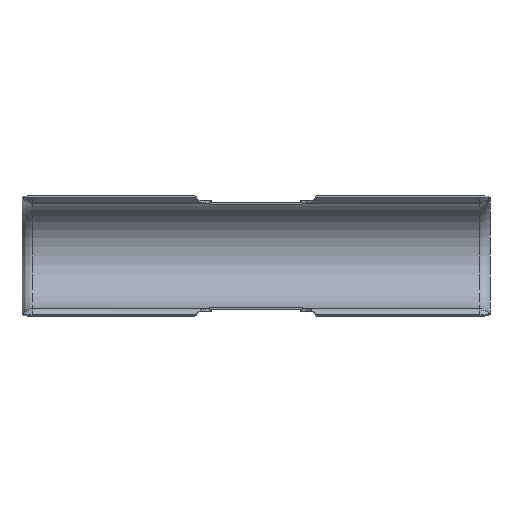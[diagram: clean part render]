
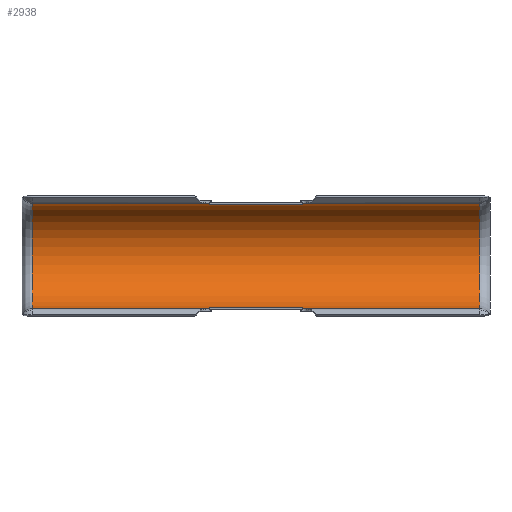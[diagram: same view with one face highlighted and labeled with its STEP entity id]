
A CAD part, front view. The second image highlights one B-rep face of the part: STEP entity #2938.
In plain terms, the highlighted cylindrical face has radius 22.5 mm (diameter 45 mm), a partial arc.
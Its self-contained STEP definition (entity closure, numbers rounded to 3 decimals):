
#7 = CARTESIAN_POINT ( 'NONE',  ( 100.415, 9.5, -22.5 ) ) ;
#9 = DIRECTION ( 'NONE',  ( -1., 0., 0. ) ) ;
#13 = VERTEX_POINT ( 'NONE', #954 ) ;
#22 = VERTEX_POINT ( 'NONE', #966 ) ;
#50 = ORIENTED_EDGE ( 'NONE', *, *, #1782, .F. ) ;
#77 = CARTESIAN_POINT ( 'NONE',  ( 100.415, 9.5, -22.5 ) ) ;
#105 = CARTESIAN_POINT ( 'NONE',  ( 100.415, 9.5, 22.5 ) ) ;
#116 = VERTEX_POINT ( 'NONE', #1582 ) ;
#132 = DIRECTION ( 'NONE',  ( -1., 0., 0. ) ) ;
#180 = VERTEX_POINT ( 'NONE', #1849 ) ;
#201 = VECTOR ( 'NONE', #1812, 1000. ) ;
#211 = DIRECTION ( 'NONE',  ( 0., 0., -1. ) ) ;
#226 = AXIS2_PLACEMENT_3D ( 'NONE', #1647, #1641, #1639 ) ;
#253 = DIRECTION ( 'NONE',  ( 1., 0., 0. ) ) ;
#256 = CARTESIAN_POINT ( 'NONE',  ( -20., 14.217, -22. ) ) ;
#274 = ORIENTED_EDGE ( 'NONE', *, *, #2306, .F. ) ;
#332 = CARTESIAN_POINT ( 'NONE',  ( 100.415, 9.5, 0. ) ) ;
#347 = CARTESIAN_POINT ( 'NONE',  ( -20., 9.5, 22.5 ) ) ;
#350 = DIRECTION ( 'NONE',  ( 1., 0., 0. ) ) ;
#355 = CARTESIAN_POINT ( 'NONE',  ( 100.415, 14.217, -22. ) ) ;
#382 = EDGE_LOOP ( 'NONE', ( #2349, #2340, #274, #2713, #2627, #1202, #3378, #2704, #3365, #2025, #2788, #50 ) ) ;
#387 = DIRECTION ( 'NONE',  ( 0., 0., 1. ) ) ;
#393 = DIRECTION ( 'NONE',  ( -1., 0., 0. ) ) ;
#397 = CARTESIAN_POINT ( 'NONE',  ( -20., 9.5, 0. ) ) ;
#595 = CARTESIAN_POINT ( 'NONE',  ( -20., 9.5, -22.5 ) ) ;
#651 = DIRECTION ( 'NONE',  ( 0., 0., 1. ) ) ;
#656 = DIRECTION ( 'NONE',  ( -1., 0., 0. ) ) ;
#661 = CARTESIAN_POINT ( 'NONE',  ( 20., 9.5, 0. ) ) ;
#687 = CARTESIAN_POINT ( 'NONE',  ( 100.415, 9.5, 22.5 ) ) ;
#694 = VERTEX_POINT ( 'NONE', #3474 ) ;
#714 = AXIS2_PLACEMENT_3D ( 'NONE', #2346, #253, #1077 ) ;
#716 = CYLINDRICAL_SURFACE ( 'NONE', #983, 22.5 ) ;
#782 = DIRECTION ( 'NONE',  ( 1., 0., 0. ) ) ;
#797 = CARTESIAN_POINT ( 'NONE',  ( 20., 9.5, 0. ) ) ;
#937 = LINE ( 'NONE', #999, #2549 ) ;
#954 = CARTESIAN_POINT ( 'NONE',  ( 20., 14.217, 22. ) ) ;
#957 = CARTESIAN_POINT ( 'NONE',  ( 95.415, 9.5, 22.5 ) ) ;
#966 = CARTESIAN_POINT ( 'NONE',  ( 95.415, 9.5, -22.5 ) ) ;
#983 = AXIS2_PLACEMENT_3D ( 'NONE', #332, #9, #2595 ) ;
#999 = CARTESIAN_POINT ( 'NONE',  ( 100.415, 14.217, 22. ) ) ;
#1000 = DIRECTION ( 'NONE',  ( 1., 0., 0. ) ) ;
#1005 = DIRECTION ( 'NONE',  ( -1., 0., 0. ) ) ;
#1077 = DIRECTION ( 'NONE',  ( 0., 0., -1. ) ) ;
#1097 = VERTEX_POINT ( 'NONE', #2508 ) ;
#1202 = ORIENTED_EDGE ( 'NONE', *, *, #2117, .T. ) ;
#1241 = DIRECTION ( 'NONE',  ( -1., 0., 0. ) ) ;
#1282 = VERTEX_POINT ( 'NONE', #2153 ) ;
#1346 = LINE ( 'NONE', #687, #1977 ) ;
#1363 = VERTEX_POINT ( 'NONE', #1901 ) ;
#1479 = VECTOR ( 'NONE', #132, 1000. ) ;
#1506 = EDGE_CURVE ( 'NONE', #694, #3443, #2829, .T. ) ;
#1572 = VECTOR ( 'NONE', #350, 1000. ) ;
#1582 = CARTESIAN_POINT ( 'NONE',  ( 20., 14.217, -22. ) ) ;
#1639 = DIRECTION ( 'NONE',  ( 0., 0., -1. ) ) ;
#1641 = DIRECTION ( 'NONE',  ( 1., 0., 0. ) ) ;
#1647 = CARTESIAN_POINT ( 'NONE',  ( -20., 9.5, 0. ) ) ;
#1671 = VERTEX_POINT ( 'NONE', #957 ) ;
#1782 = EDGE_CURVE ( 'NONE', #694, #13, #937, .T. ) ;
#1812 = DIRECTION ( 'NONE',  ( -1., 0., 0. ) ) ;
#1813 = CIRCLE ( 'NONE', #1994, 22.5 ) ;
#1849 = CARTESIAN_POINT ( 'NONE',  ( -95.415, 9.5, -22.5 ) ) ;
#1901 = CARTESIAN_POINT ( 'NONE',  ( 20., 9.5, 22.5 ) ) ;
#1929 = EDGE_CURVE ( 'NONE', #116, #1097, #2053, .T. ) ;
#1968 = VECTOR ( 'NONE', #1241, 1000. ) ;
#1977 = VECTOR ( 'NONE', #1005, 1000. ) ;
#1994 = AXIS2_PLACEMENT_3D ( 'NONE', #2071, #2103, #2078 ) ;
#1997 = LINE ( 'NONE', #77, #201 ) ;
#1998 = VERTEX_POINT ( 'NONE', #595 ) ;
#2025 = ORIENTED_EDGE ( 'NONE', *, *, #3559, .T. ) ;
#2053 = CIRCLE ( 'NONE', #3220, 22.5 ) ;
#2064 = EDGE_CURVE ( 'NONE', #3448, #1998, #2907, .T. ) ;
#2071 = CARTESIAN_POINT ( 'NONE',  ( 95.415, 9.5, 0. ) ) ;
#2078 = DIRECTION ( 'NONE',  ( 0., 0., 1. ) ) ;
#2103 = DIRECTION ( 'NONE',  ( -1., 0., 0. ) ) ;
#2117 = EDGE_CURVE ( 'NONE', #3448, #116, #2290, .T. ) ;
#2153 = CARTESIAN_POINT ( 'NONE',  ( -95.415, 9.5, 22.5 ) ) ;
#2166 = LINE ( 'NONE', #105, #1968 ) ;
#2226 = LINE ( 'NONE', #7, #1479 ) ;
#2290 = LINE ( 'NONE', #355, #1572 ) ;
#2306 = EDGE_CURVE ( 'NONE', #180, #1282, #2722, .T. ) ;
#2340 = ORIENTED_EDGE ( 'NONE', *, *, #3011, .T. ) ;
#2346 = CARTESIAN_POINT ( 'NONE',  ( -95.415, 9.5, 0. ) ) ;
#2349 = ORIENTED_EDGE ( 'NONE', *, *, #1506, .T. ) ;
#2402 = AXIS2_PLACEMENT_3D ( 'NONE', #797, #782, #211 ) ;
#2407 = EDGE_CURVE ( 'NONE', #13, #1363, #2417, .T. ) ;
#2417 = CIRCLE ( 'NONE', #2402, 22.5 ) ;
#2508 = CARTESIAN_POINT ( 'NONE',  ( 20., 9.5, -22.5 ) ) ;
#2549 = VECTOR ( 'NONE', #1000, 1000. ) ;
#2595 = DIRECTION ( 'NONE',  ( 0., 0., 1. ) ) ;
#2627 = ORIENTED_EDGE ( 'NONE', *, *, #2064, .F. ) ;
#2684 = EDGE_CURVE ( 'NONE', #1671, #22, #1813, .T. ) ;
#2704 = ORIENTED_EDGE ( 'NONE', *, *, #3342, .F. ) ;
#2713 = ORIENTED_EDGE ( 'NONE', *, *, #3471, .F. ) ;
#2722 = CIRCLE ( 'NONE', #714, 22.5 ) ;
#2788 = ORIENTED_EDGE ( 'NONE', *, *, #2407, .F. ) ;
#2829 = CIRCLE ( 'NONE', #226, 22.5 ) ;
#2907 = CIRCLE ( 'NONE', #3031, 22.5 ) ;
#2938 = ADVANCED_FACE ( 'NONE', ( #3686 ), #716, .F. ) ;
#3011 = EDGE_CURVE ( 'NONE', #3443, #1282, #1346, .T. ) ;
#3031 = AXIS2_PLACEMENT_3D ( 'NONE', #397, #393, #387 ) ;
#3220 = AXIS2_PLACEMENT_3D ( 'NONE', #661, #656, #651 ) ;
#3342 = EDGE_CURVE ( 'NONE', #22, #1097, #1997, .T. ) ;
#3365 = ORIENTED_EDGE ( 'NONE', *, *, #2684, .F. ) ;
#3378 = ORIENTED_EDGE ( 'NONE', *, *, #1929, .T. ) ;
#3443 = VERTEX_POINT ( 'NONE', #347 ) ;
#3448 = VERTEX_POINT ( 'NONE', #256 ) ;
#3471 = EDGE_CURVE ( 'NONE', #1998, #180, #2226, .T. ) ;
#3474 = CARTESIAN_POINT ( 'NONE',  ( -20., 14.217, 22. ) ) ;
#3559 = EDGE_CURVE ( 'NONE', #1671, #1363, #2166, .T. ) ;
#3686 = FACE_OUTER_BOUND ( 'NONE', #382, .T. ) ;
